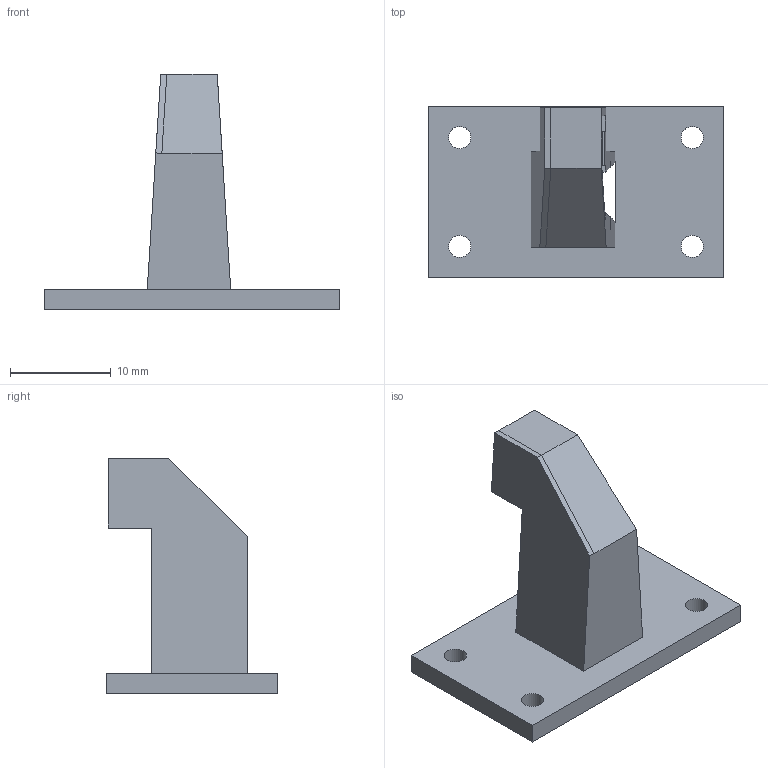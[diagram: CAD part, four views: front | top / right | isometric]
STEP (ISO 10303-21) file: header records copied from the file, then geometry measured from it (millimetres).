
FILE_DESCRIPTION(('FreeCAD Model'),'2;1');
FILE_NAME('Open CASCADE Shape Model','2025-07-30T04:17:42',(''),(''), 'Open CASCADE STEP processor 7.8','FreeCAD','Unknown');
FILE_SCHEMA(('AUTOMOTIVE_DESIGN { 1 0 10303 214 1 1 1 1 }'));
Length unit declared in the file: millimetre
Products named in the file (1): Stem
Bounding box: 29.24 x 17 x 23.37 mm (x, y, z)
Volume: 1625.2 mm3; surface area: 2312 mm2
Topology: 1 solids, 1 shells, 67 faces, 195 edges, 129 vertices
Faces by surface type: plane 57, cylinder 9, extrusion 1
Full cylindrical faces by diameter (mm): 2.2 x4
Entity records: 2252 total; most frequent: CARTESIAN_POINT 392, ORIENTED_EDGE 390, DIRECTION 362, EDGE_CURVE 195, VECTOR 166, LINE 165, VERTEX_POINT 129, AXIS2_PLACEMENT_3D 98
